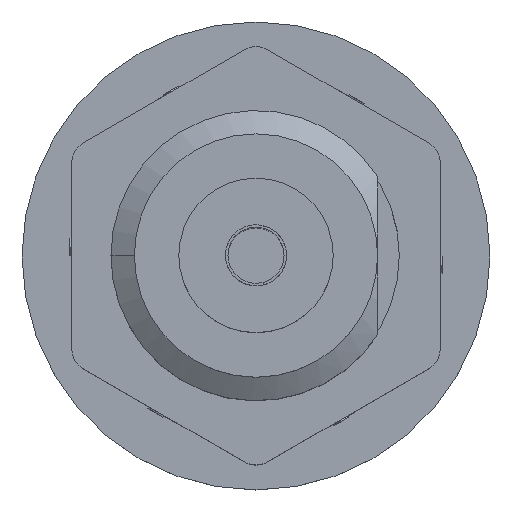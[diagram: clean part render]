
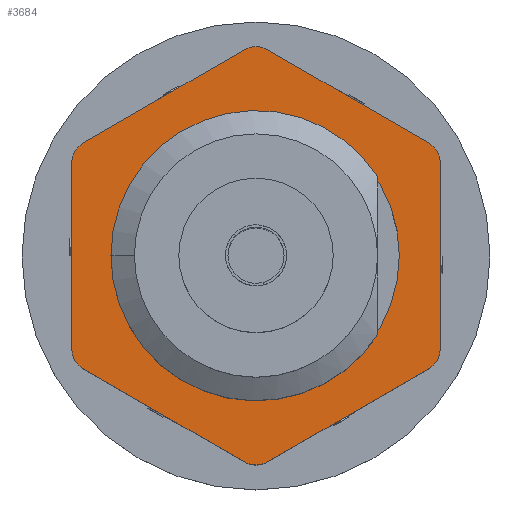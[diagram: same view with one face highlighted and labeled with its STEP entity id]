
A CAD part, top view. The second image highlights one B-rep face of the part: STEP entity #3684.
In plain terms, the highlighted face is planar.
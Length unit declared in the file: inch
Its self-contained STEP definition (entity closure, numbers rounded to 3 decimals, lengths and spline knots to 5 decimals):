
#3468 = ORIENTED_EDGE ( 'NONE', *, *, #3647, .T. ) ;
#3475 = EDGE_CURVE ( 'NONE', #3629, #3615, #6407, .T. ) ;
#3491 = EDGE_CURVE ( 'NONE', #3692, #3492, #6393, .T. ) ;
#3492 = VERTEX_POINT ( 'NONE', #6403 ) ;
#3556 = ORIENTED_EDGE ( 'NONE', *, *, #3674, .F. ) ;
#3557 = ORIENTED_EDGE ( 'NONE', *, *, #3563, .T. ) ;
#3563 = EDGE_CURVE ( 'NONE', #3687, #3648, #6535, .T. ) ;
#3577 = ORIENTED_EDGE ( 'NONE', *, *, #3689, .T. ) ;
#3583 = ORIENTED_EDGE ( 'NONE', *, *, #3475, .T. ) ;
#3585 = ORIENTED_EDGE ( 'NONE', *, *, #3978, .T. ) ;
#3598 = EDGE_CURVE ( 'NONE', #3599, #3600, #6584, .T. ) ;
#3599 = VERTEX_POINT ( 'NONE', #6580 ) ;
#3600 = VERTEX_POINT ( 'NONE', #6579 ) ;
#3613 = VERTEX_POINT ( 'NONE', #6548 ) ;
#3615 = VERTEX_POINT ( 'NONE', #6546 ) ;
#3629 = VERTEX_POINT ( 'NONE', #6497 ) ;
#3638 = EDGE_CURVE ( 'NONE', #3639, #3640, #6709, .T. ) ;
#3639 = VERTEX_POINT ( 'NONE', #6743 ) ;
#3640 = VERTEX_POINT ( 'NONE', #6724 ) ;
#3647 = EDGE_CURVE ( 'NONE', #3648, #3613, #6690, .T. ) ;
#3648 = VERTEX_POINT ( 'NONE', #6729 ) ;
#3653 = VERTEX_POINT ( 'NONE', #6757 ) ;
#3655 = EDGE_CURVE ( 'NONE', #3653, #3656, #6748, .T. ) ;
#3656 = VERTEX_POINT ( 'NONE', #6725 ) ;
#3660 = ORIENTED_EDGE ( 'NONE', *, *, #3661, .F. ) ;
#3661 = EDGE_CURVE ( 'NONE', #3492, #3692, #6745, .T. ) ;
#3662 = ORIENTED_EDGE ( 'NONE', *, *, #3491, .F. ) ;
#3663 = EDGE_LOOP ( 'NONE', ( #3664, #3665, #3667, #3668, #3670, #3671, #3556, #3583, #3577, #3557, #3468, #3585 ) ) ;
#3664 = ORIENTED_EDGE ( 'NONE', *, *, #3655, .F. ) ;
#3665 = ORIENTED_EDGE ( 'NONE', *, *, #3666, .T. ) ;
#3666 = EDGE_CURVE ( 'NONE', #3653, #3640, #6629, .T. ) ;
#3667 = ORIENTED_EDGE ( 'NONE', *, *, #3638, .F. ) ;
#3668 = ORIENTED_EDGE ( 'NONE', *, *, #3669, .T. ) ;
#3669 = EDGE_CURVE ( 'NONE', #3639, #3600, #6622, .T. ) ;
#3670 = ORIENTED_EDGE ( 'NONE', *, *, #3598, .F. ) ;
#3671 = ORIENTED_EDGE ( 'NONE', *, *, #3672, .T. ) ;
#3672 = EDGE_CURVE ( 'NONE', #3599, #3675, #6624, .T. ) ;
#3674 = EDGE_CURVE ( 'NONE', #3629, #3675, #6735, .T. ) ;
#3675 = VERTEX_POINT ( 'NONE', #6731 ) ;
#3684 = ADVANCED_FACE ( 'Face2', ( #6661, #6660 ), #6696, .T. ) ;
#3685 = EDGE_LOOP ( 'NONE', ( #3660, #3662 ) ) ;
#3687 = VERTEX_POINT ( 'NONE', #6691 ) ;
#3689 = EDGE_CURVE ( 'NONE', #3615, #3687, #6689, .T. ) ;
#3692 = VERTEX_POINT ( 'NONE', #6684 ) ;
#3978 = EDGE_CURVE ( 'NONE', #3613, #3656, #7225, .T. ) ;
#6343 = CARTESIAN_POINT ( 'NONE',  ( -0.07939, 0.065, -0.1375 ) ) ;
#6365 = DIRECTION ( 'NONE',  ( 0., 0., 1. ) ) ;
#6366 = DIRECTION ( 'NONE',  ( 0., 1., 0. ) ) ;
#6386 = AXIS2_PLACEMENT_3D ( 'NONE', #6343, #6366, #6365 ) ;
#6392 = AXIS2_PLACEMENT_3D ( 'NONE', #6406, #6405, #6404 ) ;
#6393 = CIRCLE ( 'NONE', #6392, 0.1225 ) ;
#6403 = CARTESIAN_POINT ( 'NONE',  ( 0., 0.065, 0.1225 ) ) ;
#6404 = DIRECTION ( 'NONE',  ( 0., 0., 1. ) ) ;
#6405 = DIRECTION ( 'NONE',  ( 0., 1., 0. ) ) ;
#6406 = CARTESIAN_POINT ( 'NONE',  ( 0., 0.065, 0. ) ) ;
#6407 = CIRCLE ( 'NONE', #6386, 0.02 ) ;
#6497 = CARTESIAN_POINT ( 'NONE',  ( -0.07939, 0.065, -0.1575 ) ) ;
#6535 = CIRCLE ( 'NONE', #6602, 0.02 ) ;
#6546 = CARTESIAN_POINT ( 'NONE',  ( -0.09671, 0.065, -0.1475 ) ) ;
#6548 = CARTESIAN_POINT ( 'NONE',  ( -0.09671, 0.065, 0.1475 ) ) ;
#6579 = CARTESIAN_POINT ( 'NONE',  ( 0.17609, 0.065, -0.01 ) ) ;
#6580 = CARTESIAN_POINT ( 'NONE',  ( 0.09671, 0.065, -0.1475 ) ) ;
#6581 = DIRECTION ( 'NONE',  ( 0.5, 0., 0.866 ) ) ;
#6582 = VECTOR ( 'NONE', #6581, 39.37008 ) ;
#6583 = CARTESIAN_POINT ( 'NONE',  ( 0.09093, 0.065, -0.1575 ) ) ;
#6584 = LINE ( 'NONE', #6583, #6582 ) ;
#6599 = DIRECTION ( 'NONE',  ( 0., 0., 1. ) ) ;
#6600 = DIRECTION ( 'NONE',  ( 0., 1., 0. ) ) ;
#6601 = CARTESIAN_POINT ( 'NONE',  ( -0.15877, 0.065, 0. ) ) ;
#6602 = AXIS2_PLACEMENT_3D ( 'NONE', #6601, #6600, #6599 ) ;
#6619 = DIRECTION ( 'NONE',  ( 0., 1., 0. ) ) ;
#6620 = CARTESIAN_POINT ( 'NONE',  ( 0.15877, 0.065, 0. ) ) ;
#6621 = AXIS2_PLACEMENT_3D ( 'NONE', #6620, #6619, #6625 ) ;
#6622 = CIRCLE ( 'NONE', #6621, 0.02 ) ;
#6623 = CARTESIAN_POINT ( 'NONE',  ( 0.07939, 0.065, -0.1375 ) ) ;
#6624 = CIRCLE ( 'NONE', #6637, 0.02 ) ;
#6625 = DIRECTION ( 'NONE',  ( 0., 0., 1. ) ) ;
#6626 = DIRECTION ( 'NONE',  ( 0., 0., 1. ) ) ;
#6627 = DIRECTION ( 'NONE',  ( 0., 1., 0. ) ) ;
#6628 = AXIS2_PLACEMENT_3D ( 'NONE', #6670, #6627, #6626 ) ;
#6629 = CIRCLE ( 'NONE', #6628, 0.02 ) ;
#6635 = DIRECTION ( 'NONE',  ( 0., 0., 1. ) ) ;
#6636 = DIRECTION ( 'NONE',  ( 0., 1., 0. ) ) ;
#6637 = AXIS2_PLACEMENT_3D ( 'NONE', #6623, #6636, #6635 ) ;
#6638 = VECTOR ( 'NONE', #6730, 39.37008 ) ;
#6660 = FACE_OUTER_BOUND ( 'NONE', #3663, .T. ) ;
#6661 = FACE_BOUND ( 'NONE', #3685, .T. ) ;
#6670 = CARTESIAN_POINT ( 'NONE',  ( 0.07939, 0.065, 0.1375 ) ) ;
#6671 = DIRECTION ( 'NONE',  ( 0., 0., 1. ) ) ;
#6672 = DIRECTION ( 'NONE',  ( 0., 1., 0. ) ) ;
#6684 = CARTESIAN_POINT ( 'NONE',  ( 0., 0.065, -0.1225 ) ) ;
#6686 = DIRECTION ( 'NONE',  ( -0.5, 0., 0.866 ) ) ;
#6687 = VECTOR ( 'NONE', #6686, 39.37008 ) ;
#6688 = CARTESIAN_POINT ( 'NONE',  ( -0.09093, 0.065, -0.1575 ) ) ;
#6689 = LINE ( 'NONE', #6688, #6687 ) ;
#6690 = LINE ( 'NONE', #6740, #6739 ) ;
#6691 = CARTESIAN_POINT ( 'NONE',  ( -0.17609, 0.065, -0.01 ) ) ;
#6692 = DIRECTION ( 'NONE',  ( 0., 0., 1. ) ) ;
#6693 = DIRECTION ( 'NONE',  ( 0., 1., 0. ) ) ;
#6694 = CARTESIAN_POINT ( 'NONE',  ( -0.18187, 0.065, 0. ) ) ;
#6695 = AXIS2_PLACEMENT_3D ( 'NONE', #6694, #6693, #6692 ) ;
#6696 = PLANE ( 'NONE',  #6695 ) ;
#6708 = CARTESIAN_POINT ( 'NONE',  ( 0., 0.065, 0. ) ) ;
#6709 = LINE ( 'NONE', #6760, #6638 ) ;
#6724 = CARTESIAN_POINT ( 'NONE',  ( 0.09671, 0.065, 0.1475 ) ) ;
#6725 = CARTESIAN_POINT ( 'NONE',  ( -0.07939, 0.065, 0.1575 ) ) ;
#6726 = DIRECTION ( 'NONE',  ( -1., 0., 0. ) ) ;
#6729 = CARTESIAN_POINT ( 'NONE',  ( -0.17609, 0.065, 0.01 ) ) ;
#6730 = DIRECTION ( 'NONE',  ( -0.5, 0., 0.866 ) ) ;
#6731 = CARTESIAN_POINT ( 'NONE',  ( 0.07939, 0.065, -0.1575 ) ) ;
#6732 = DIRECTION ( 'NONE',  ( 1., 0., 0. ) ) ;
#6733 = VECTOR ( 'NONE', #6732, 39.37008 ) ;
#6734 = CARTESIAN_POINT ( 'NONE',  ( -0.09093, 0.065, -0.1575 ) ) ;
#6735 = LINE ( 'NONE', #6734, #6733 ) ;
#6738 = DIRECTION ( 'NONE',  ( 0.5, 0., 0.866 ) ) ;
#6739 = VECTOR ( 'NONE', #6738, 39.37008 ) ;
#6740 = CARTESIAN_POINT ( 'NONE',  ( -0.18187, 0.065, 0. ) ) ;
#6743 = CARTESIAN_POINT ( 'NONE',  ( 0.17609, 0.065, 0.01 ) ) ;
#6744 = AXIS2_PLACEMENT_3D ( 'NONE', #6708, #6672, #6671 ) ;
#6745 = CIRCLE ( 'NONE', #6744, 0.1225 ) ;
#6746 = VECTOR ( 'NONE', #6726, 39.37008 ) ;
#6747 = CARTESIAN_POINT ( 'NONE',  ( 0.09093, 0.065, 0.1575 ) ) ;
#6748 = LINE ( 'NONE', #6747, #6746 ) ;
#6757 = CARTESIAN_POINT ( 'NONE',  ( 0.07939, 0.065, 0.1575 ) ) ;
#6760 = CARTESIAN_POINT ( 'NONE',  ( 0.18187, 0.065, 0. ) ) ;
#7221 = DIRECTION ( 'NONE',  ( 0., 0., 1. ) ) ;
#7222 = DIRECTION ( 'NONE',  ( 0., 1., 0. ) ) ;
#7223 = CARTESIAN_POINT ( 'NONE',  ( -0.07939, 0.065, 0.1375 ) ) ;
#7224 = AXIS2_PLACEMENT_3D ( 'NONE', #7223, #7222, #7221 ) ;
#7225 = CIRCLE ( 'NONE', #7224, 0.02 ) ;
